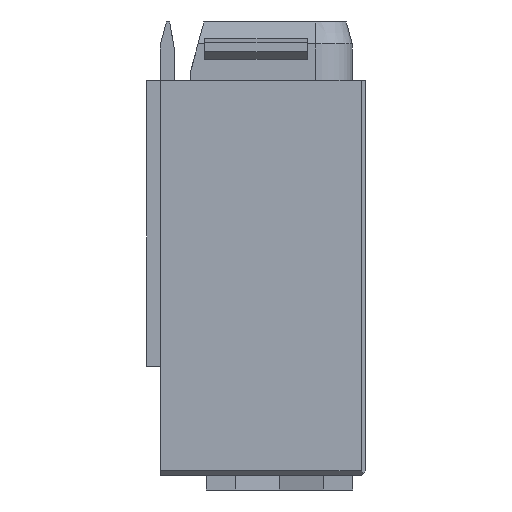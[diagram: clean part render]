
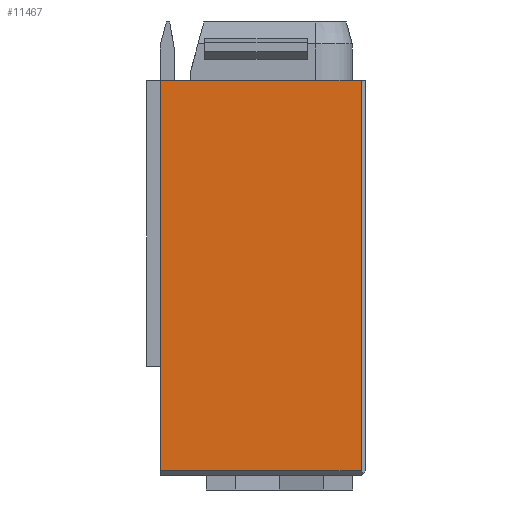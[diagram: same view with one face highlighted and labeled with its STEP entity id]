
A CAD part, left-side view. The second image highlights one B-rep face of the part: STEP entity #11467.
In plain terms, the highlighted planar face has unit normal (-1, 0, 0).
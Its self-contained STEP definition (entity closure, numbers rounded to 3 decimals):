
#1376=DIRECTION('',(0.,0.,1.));
#1377=VECTOR('',#1376,26.7);
#1378=CARTESIAN_POINT('',(-37.5,13.98,-26.7));
#1379=LINE('',#1378,#1377);
#1452=DIRECTION('',(0.,1.,0.));
#1453=VECTOR('',#1452,13.68);
#1454=CARTESIAN_POINT('',(-37.5,0.3,0.));
#1455=LINE('',#1454,#1453);
#1923=DIRECTION('',(0.,-1.,0.));
#1924=VECTOR('',#1923,13.68);
#1925=CARTESIAN_POINT('',(-37.5,13.98,-26.7));
#1926=LINE('',#1925,#1924);
#1927=DIRECTION('',(0.,0.,-1.));
#1928=VECTOR('',#1927,26.7);
#1929=CARTESIAN_POINT('',(-37.5,0.3,0.));
#1930=LINE('',#1929,#1928);
#8008=CARTESIAN_POINT('',(-37.5,13.98,-26.7));
#8010=VERTEX_POINT('',#8008);
#8011=CARTESIAN_POINT('',(-37.5,0.3,-26.7));
#8012=VERTEX_POINT('',#8011);
#8015=CARTESIAN_POINT('',(-37.5,0.3,0.));
#8017=VERTEX_POINT('',#8015);
#8025=CARTESIAN_POINT('',(-37.5,13.98,0.));
#8026=VERTEX_POINT('',#8025);
#11456=CARTESIAN_POINT('',(-37.5,0.,-27.));
#11457=DIRECTION('',(-1.,0.,0.));
#11458=DIRECTION('',(0.,0.,1.));
#11459=AXIS2_PLACEMENT_3D('',#11456,#11457,#11458);
#11460=PLANE('',#11459);
#11461=ORIENTED_EDGE('',*,*,#11448,.F.);
#11462=ORIENTED_EDGE('',*,*,#10839,.T.);
#11463=ORIENTED_EDGE('',*,*,#10909,.F.);
#11464=ORIENTED_EDGE('',*,*,#11261,.T.);
#11465=EDGE_LOOP('',(#11461,#11462,#11463,#11464));
#11466=FACE_OUTER_BOUND('',#11465,.F.);
#11467=ADVANCED_FACE('',(#11466),#11460,.T.);
#10839=EDGE_CURVE('',#8010,#8026,#1379,.T.);
#10909=EDGE_CURVE('',#8017,#8026,#1455,.T.);
#11261=EDGE_CURVE('',#8017,#8012,#1930,.T.);
#11448=EDGE_CURVE('',#8010,#8012,#1926,.T.);
